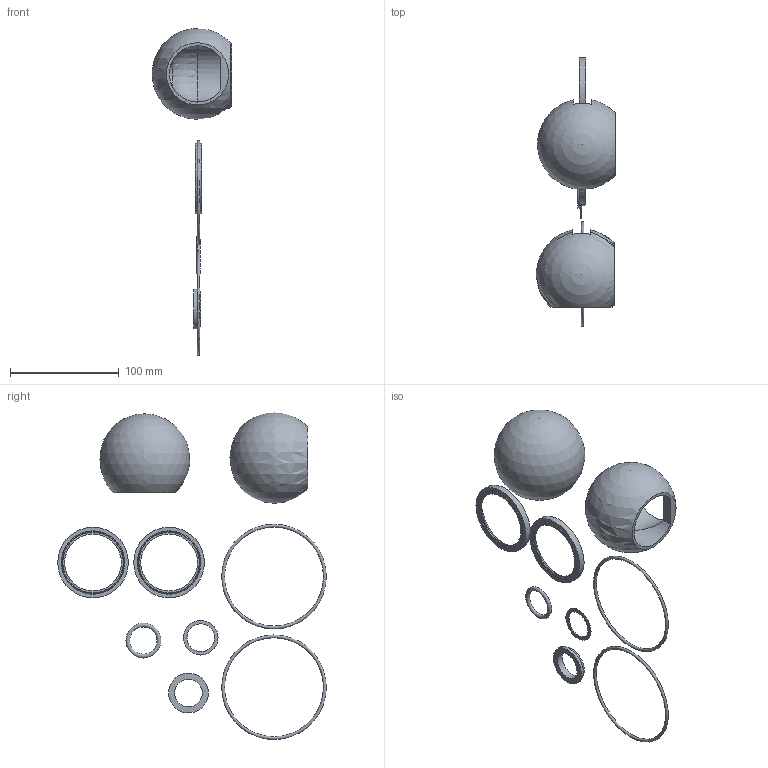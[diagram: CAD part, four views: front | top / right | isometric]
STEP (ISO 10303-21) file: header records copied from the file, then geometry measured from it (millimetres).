
FILE_DESCRIPTION(/* description */ ('2" FP 3 WAY VLV REPAIR KIT'),/* implementation_level */ '2;1');
FILE_NAME(/* name */ 'V25200BL.stp',/* time_stamp */ '2020-06-08T15:17:59-04:00',/* author */ ('areid'),/* organization */ (''),/* preprocessor_version */ 'ST-DEVELOPER v17.2',/* originating_system */ 'Autodesk Inventor 2019',/* authorisation */ '');
FILE_SCHEMA (('AUTOMOTIVE_DESIGN { 1 0 10303 214 3 1 1 }'));
Length unit declared in the file: inch
Products named in the file (12): V25200BL; V25355B; V25355BM; VX25355B; V25355S; V25355SM; VX25355S; V25258; V25264; V25160; V25163; V25060
Assembly tree (13 placements, depth 4):
  V25200BL
    V25355B
      V25355BM
        VX25355B
    V25355S
      V25355SM
        VX25355S
    V25258  x2
    V25264  x2
    V25160
    V25163
    V25060
Bounding box: 73.24 x 246.54 x 300.31 mm (x, y, z)
Volume: 299676.8 mm3; surface area: 73149.4 mm2
Topology: 9 solids, 9 shells, 69 faces, 180 edges, 128 vertices
Faces by surface type: plane 33, torus 15, cylinder 15, sphere 4, cone 2
Full cylindrical faces by diameter (mm): 25.4 x4, 31.521 x1, 31.75 x1, 36.525 x1, 52.07 x2, 64.77 x2
Entity records: 2366 total; most frequent: DIRECTION 406, CARTESIAN_POINT 382, ORIENTED_EDGE 288, AXIS2_PLACEMENT_3D 183, EDGE_CURVE 144, VERTEX_POINT 105, CIRCLE 97, EDGE_LOOP 75
